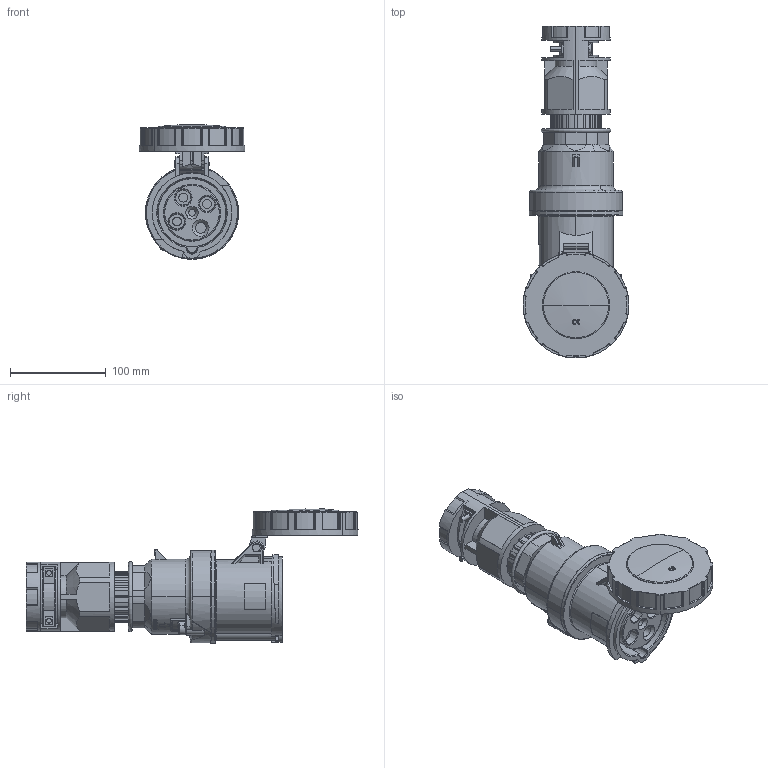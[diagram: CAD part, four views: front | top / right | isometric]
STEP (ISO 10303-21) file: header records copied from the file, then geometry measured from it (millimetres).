
FILE_DESCRIPTION (( 'STEP AP203' ), '1' );
FILE_NAME ('BRY460C5W.step', '2022-08-17T19:48:35', ( '' ), ( '' ), 'SwSTEP 2.0', 'SolidWorks 2021', '' );
FILE_SCHEMA (( 'CONFIG_CONTROL_DESIGN' ));
Length unit declared in the file: millimetre
Products named in the file (1): BRY460C5W
Bounding box: 110.31 x 346.66 x 140.82 mm (x, y, z)
Volume: 1153886.9 mm3; surface area: 181813.1 mm2
Topology: 2 solids, 2 shells, 1154 faces, 3123 edges, 1999 vertices
Faces by surface type: plane 477, cylinder 395, torus 140, bspline 74, cone 49, sphere 19
Entity records: 40351 total; most frequent: CARTESIAN_POINT 11418, ORIENTED_EDGE 6218, DIRECTION 6031, EDGE_CURVE 3109, AXIS2_PLACEMENT_3D 2268, VERTEX_POINT 1994, VECTOR 1495, LINE 1495
